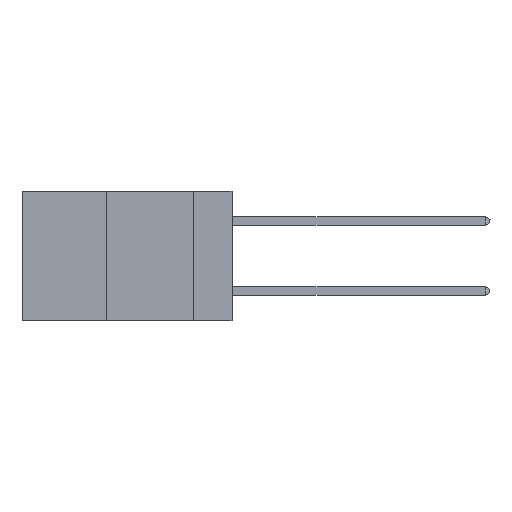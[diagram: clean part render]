
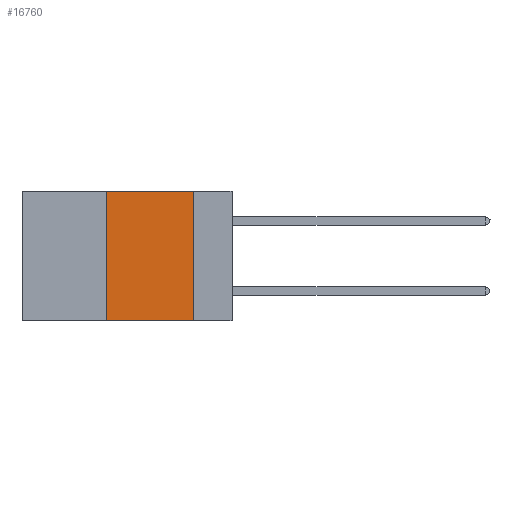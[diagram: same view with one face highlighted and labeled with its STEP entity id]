
A CAD part, left-side view. The second image highlights one B-rep face of the part: STEP entity #16760.
In plain terms, the highlighted planar face has unit normal (-1, 0, 0).
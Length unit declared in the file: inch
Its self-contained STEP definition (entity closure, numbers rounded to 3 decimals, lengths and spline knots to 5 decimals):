
#96 = DIRECTION ( 'NONE',  ( 0., 0., -1. ) ) ;
#1145 = VECTOR ( 'NONE', #17325, 39.37008 ) ;
#1664 = ORIENTED_EDGE ( 'NONE', *, *, #16645, .F. ) ;
#2571 = DIRECTION ( 'NONE',  ( 0., -1., 0. ) ) ;
#3021 = DIRECTION ( 'NONE',  ( 0., 0., 1. ) ) ;
#3067 = EDGE_LOOP ( 'NONE', ( #1664, #8828, #23220, #27169 ) ) ;
#5219 = LINE ( 'NONE', #9191, #16033 ) ;
#5575 = VECTOR ( 'NONE', #16979, 39.37008 ) ;
#6651 = CARTESIAN_POINT ( 'NONE',  ( 0., 0.11, 0. ) ) ;
#6964 = LINE ( 'NONE', #22796, #18247 ) ;
#6986 = AXIS2_PLACEMENT_3D ( 'NONE', #22196, #8903, #96 ) ;
#8015 = LINE ( 'NONE', #17130, #5575 ) ;
#8828 = ORIENTED_EDGE ( 'NONE', *, *, #17279, .F. ) ;
#8903 = DIRECTION ( 'NONE',  ( 1., 0., 0. ) ) ;
#9191 = CARTESIAN_POINT ( 'NONE',  ( 0., 0.36, 0. ) ) ;
#10101 = EDGE_CURVE ( 'NONE', #17199, #12339, #17775, .T. ) ;
#10813 = CARTESIAN_POINT ( 'NONE',  ( 0., 0.36, 0. ) ) ;
#12339 = VERTEX_POINT ( 'NONE', #20993 ) ;
#13183 = PLANE ( 'NONE',  #6986 ) ;
#15313 = CARTESIAN_POINT ( 'NONE',  ( 0., 0.6, -0.37 ) ) ;
#16033 = VECTOR ( 'NONE', #3021, 39.37008 ) ;
#16645 = EDGE_CURVE ( 'NONE', #23188, #12339, #8015, .T. ) ;
#16760 = ADVANCED_FACE ( 'NONE', ( #17583 ), #13183, .F. ) ;
#16979 = DIRECTION ( 'NONE',  ( 0., 0., -1. ) ) ;
#17130 = CARTESIAN_POINT ( 'NONE',  ( 0., 0.11, 0. ) ) ;
#17199 = VERTEX_POINT ( 'NONE', #18549 ) ;
#17279 = EDGE_CURVE ( 'NONE', #25004, #23188, #6964, .T. ) ;
#17325 = DIRECTION ( 'NONE',  ( 0., -1., 0. ) ) ;
#17583 = FACE_OUTER_BOUND ( 'NONE', #3067, .T. ) ;
#17775 = LINE ( 'NONE', #15313, #1145 ) ;
#18247 = VECTOR ( 'NONE', #2571, 39.37008 ) ;
#18549 = CARTESIAN_POINT ( 'NONE',  ( 0., 0.36, -0.37 ) ) ;
#20993 = CARTESIAN_POINT ( 'NONE',  ( 0., 0.11, -0.37 ) ) ;
#21033 = EDGE_CURVE ( 'NONE', #17199, #25004, #5219, .T. ) ;
#22196 = CARTESIAN_POINT ( 'NONE',  ( 0., 0.6, 0. ) ) ;
#22796 = CARTESIAN_POINT ( 'NONE',  ( 0., 0.6, 0. ) ) ;
#23188 = VERTEX_POINT ( 'NONE', #6651 ) ;
#23220 = ORIENTED_EDGE ( 'NONE', *, *, #21033, .F. ) ;
#25004 = VERTEX_POINT ( 'NONE', #10813 ) ;
#27169 = ORIENTED_EDGE ( 'NONE', *, *, #10101, .T. ) ;
